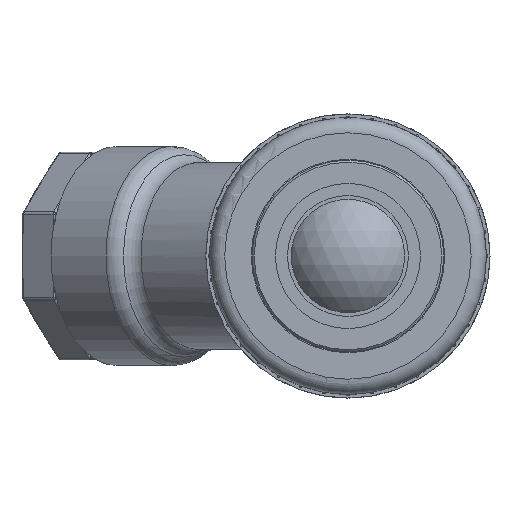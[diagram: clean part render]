
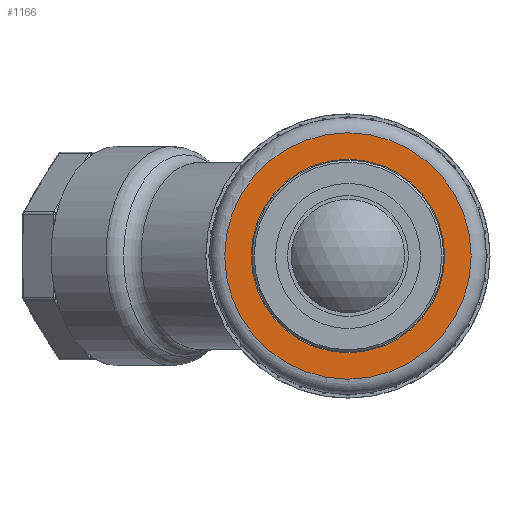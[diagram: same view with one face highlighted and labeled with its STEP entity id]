
A CAD part, left-side view. The second image highlights one B-rep face of the part: STEP entity #1166.
In plain terms, the highlighted planar face has unit normal (-1, 0, 0).
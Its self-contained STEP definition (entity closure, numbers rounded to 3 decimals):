
#323=FACE_BOUND('',#1929,.T.);
#324=FACE_BOUND('',#1930,.T.);
#1166=ADVANCED_FACE('',(#323,#324),#1465,.F.);
#1465=PLANE('',#5916);
#1929=EDGE_LOOP('',(#2921));
#1930=EDGE_LOOP('',(#2922));
#2921=ORIENTED_EDGE('',*,*,#4905,.T.);
#2922=ORIENTED_EDGE('',*,*,#4906,.T.);
#4299=VERTEX_POINT('',#14033);
#4300=VERTEX_POINT('',#14035);
#4905=EDGE_CURVE('',#4299,#4299,#5497,.T.);
#4906=EDGE_CURVE('',#4300,#4300,#5498,.T.);
#5497=CIRCLE('',#5914,32.6);
#5498=CIRCLE('',#5915,25.6);
#5914=AXIS2_PLACEMENT_3D('',#14032,#6923,#6924);
#5915=AXIS2_PLACEMENT_3D('',#14034,#6925,#6926);
#5916=AXIS2_PLACEMENT_3D('',#14036,#6927,#6928);
#6923=DIRECTION('',(-1.,0.,0.));
#6924=DIRECTION('',(0.,-1.,0.));
#6925=DIRECTION('',(1.,0.,0.));
#6926=DIRECTION('',(0.,0.,1.));
#6927=DIRECTION('',(1.,0.,0.));
#6928=DIRECTION('',(0.,-1.,0.));
#14032=CARTESIAN_POINT('',(-119.829,4.5,87.543));
#14033=CARTESIAN_POINT('',(-119.829,-28.1,87.543));
#14034=CARTESIAN_POINT('',(-119.829,4.5,87.543));
#14035=CARTESIAN_POINT('',(-119.829,4.5,113.143));
#14036=CARTESIAN_POINT('',(-119.829,-32.1,87.543));
